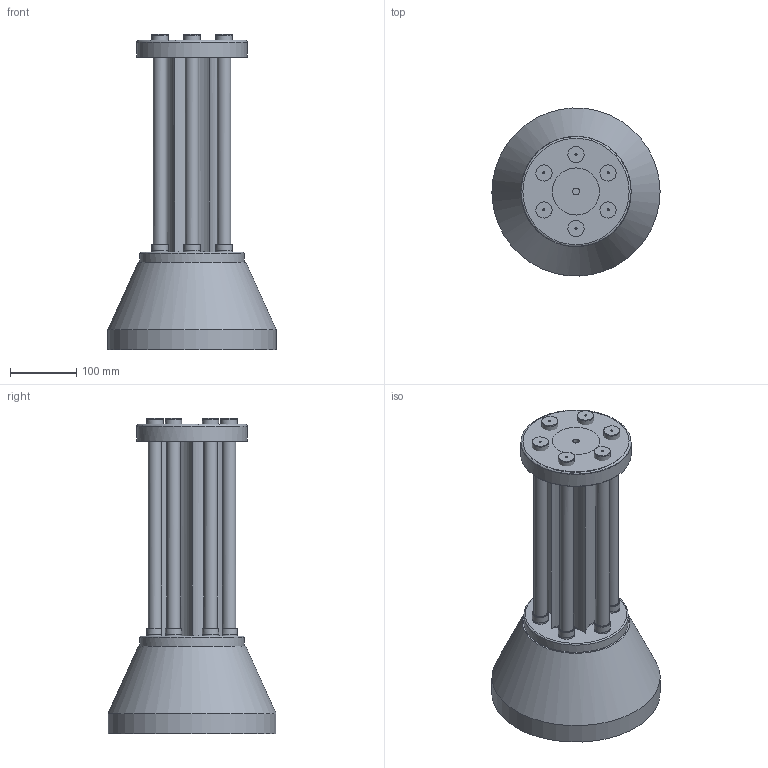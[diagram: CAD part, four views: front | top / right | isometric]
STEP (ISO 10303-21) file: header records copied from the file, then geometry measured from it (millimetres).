
FILE_DESCRIPTION(('FreeCAD Model'),'2;1');
FILE_NAME('Open CASCADE Shape Model','2025-04-29T20:15:28',('FreeCAD'),( 'FreeCAD'),'Open CASCADE STEP processor 7.6','FreeCAD','Unknown');
FILE_SCHEMA(('AUTOMOTIVE_DESIGN { 1 0 10303 214 1 1 1 1 }'));
Length unit declared in the file: millimetre
Products named in the file (1): Open CASCADE STEP translator 7.6 1
Bounding box: 252.97 x 252.73 x 474.57 mm (x, y, z)
Volume: 1136623.4 mm3; surface area: 822554.7 mm2
Topology: 22 solids, 22 shells, 153 faces, 292 edges, 190 vertices
Faces by surface type: bspline 153
Entity records: 5347 total; most frequent: CARTESIAN_POINT 3467, ORIENTED_EDGE 584, EDGE_CURVE 292, FACE_BOUND 226, EDGE_LOOP 226, VERTEX_POINT 190, ADVANCED_FACE 153, B_SPLINE_CURVE_WITH_KNOTS 81
